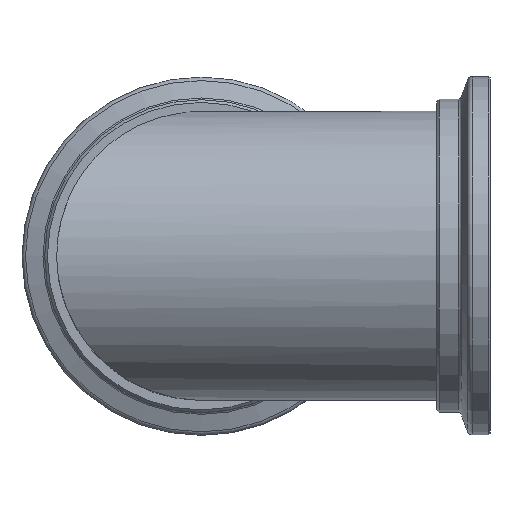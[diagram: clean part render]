
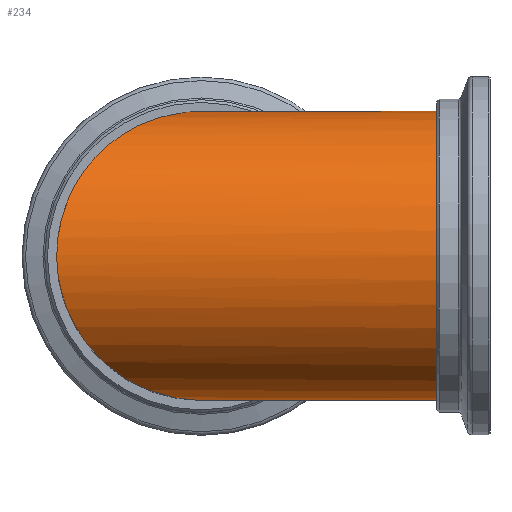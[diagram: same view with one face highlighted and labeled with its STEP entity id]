
A CAD part, top view. The second image highlights one B-rep face of the part: STEP entity #234.
In plain terms, the highlighted cylindrical face has radius 54 mm (diameter 108 mm), a full revolution.
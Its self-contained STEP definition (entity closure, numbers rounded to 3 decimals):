
#46=ELLIPSE('',#283,76.368,54.);
#48=ORIENTED_EDGE('',*,*,#88,.T.);
#49=ORIENTED_EDGE('',*,*,#89,.F.);
#88=EDGE_CURVE('',#108,#108,#128,.T.);
#89=EDGE_CURVE('',#109,#109,#46,.T.);
#108=VERTEX_POINT('',#415);
#109=VERTEX_POINT('',#417);
#128=CIRCLE('',#282,54.);
#146=EDGE_LOOP('',(#48));
#147=EDGE_LOOP('',(#49));
#186=FACE_BOUND('',#146,.T.);
#187=FACE_BOUND('',#147,.T.);
#226=CYLINDRICAL_SURFACE('',#281,54.);
#234=ADVANCED_FACE('',(#186,#187),#226,.T.);
#281=AXIS2_PLACEMENT_3D('',#413,#326,#327);
#282=AXIS2_PLACEMENT_3D('',#414,#328,#329);
#283=AXIS2_PLACEMENT_3D('',#416,#330,#331);
#326=DIRECTION('',(-1.,0.,0.));
#327=DIRECTION('',(0.,0.,1.));
#328=DIRECTION('',(-1.,0.,0.));
#329=DIRECTION('',(0.,0.,1.));
#330=DIRECTION('',(-0.707,0.,-0.707));
#331=DIRECTION('',(-0.707,0.,0.707));
#413=CARTESIAN_POINT('',(0.,0.,0.));
#414=CARTESIAN_POINT('',(93.,0.,0.));
#415=CARTESIAN_POINT('',(93.,0.,54.));
#416=CARTESIAN_POINT('',(0.,0.,0.));
#417=CARTESIAN_POINT('',(-54.,0.,54.));
